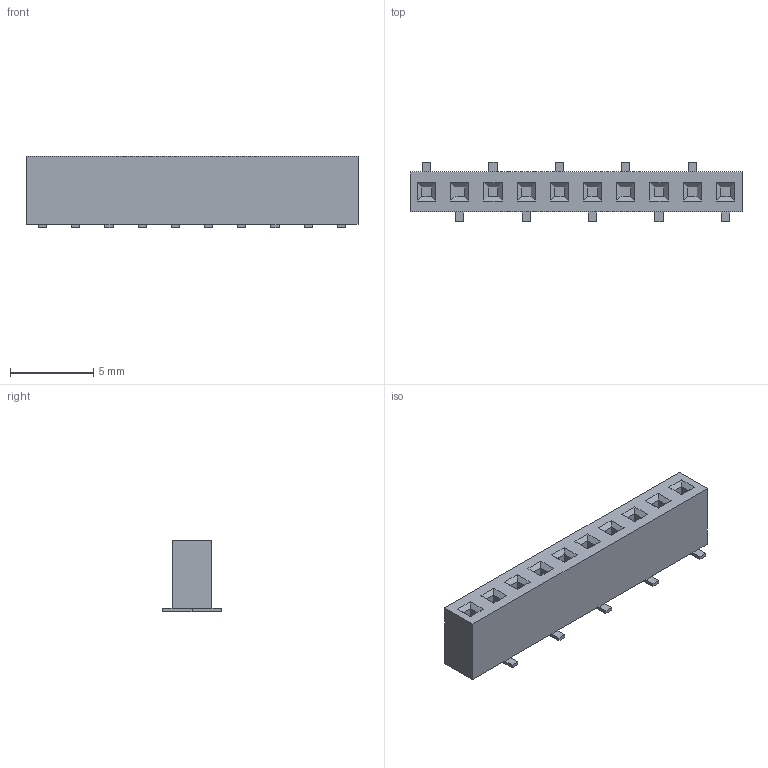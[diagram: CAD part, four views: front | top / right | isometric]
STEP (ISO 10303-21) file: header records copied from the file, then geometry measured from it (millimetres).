
FILE_DESCRIPTION(/* description */ (''),/* implementation_level */ '2;1');
FILE_NAME(/* name */ '953110-2000-AR-XX',/* time_stamp */ '2007-03-08T10:32:44+01:00',/* author */ (''),/* organization */ (''),/* preprocessor_version */ 'ST-DEVELOPER v9',/* originating_system */ 'UGS - NX 3.0',/* authorisation */ '');
FILE_SCHEMA (('AUTOMOTIVE_DESIGN { 1 0 10303 214 1 1 1 1 }'));
Length unit declared in the file: millimetre
Products named in the file (1): 953110-2000-AR-XX
Bounding box: 20 x 3.6 x 4.3 mm (x, y, z)
Volume: 185 mm3; surface area: 376.4 mm2
Topology: 1 solids, 1 shells, 156 faces, 372 edges, 228 vertices
Faces by surface type: plane 156
Entity records: 4360 total; most frequent: CARTESIAN_POINT 757, ORIENTED_EDGE 744, DIRECTION 686, EDGE_CURVE 372, LINE 372, VECTOR 372, VERTEX_POINT 228, EDGE_LOOP 166
